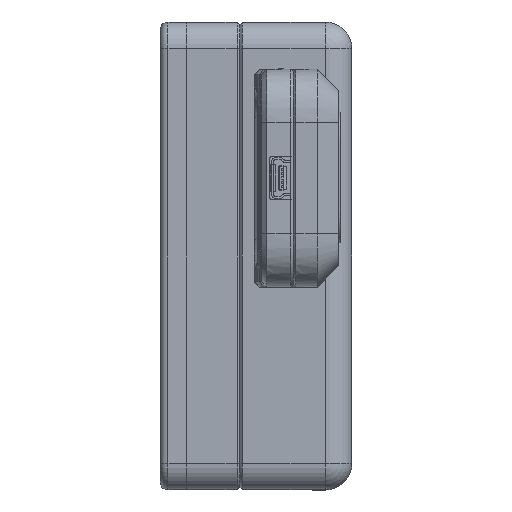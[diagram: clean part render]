
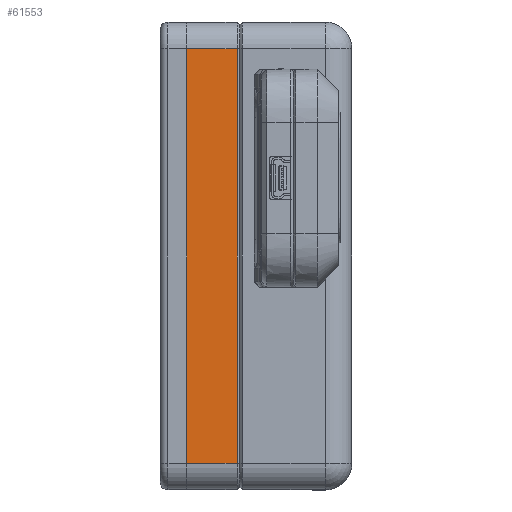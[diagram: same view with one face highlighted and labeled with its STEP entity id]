
A CAD part, left-side view. The second image highlights one B-rep face of the part: STEP entity #61553.
In plain terms, the highlighted planar face has unit normal (-1, 0, 0).
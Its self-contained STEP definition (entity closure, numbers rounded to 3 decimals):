
#7755 = ORIENTED_EDGE ( 'NONE', *, *, #54219, .T. ) ;
#15389 = ORIENTED_EDGE ( 'NONE', *, *, #79841, .F. ) ;
#18778 = VERTEX_POINT ( 'NONE', #163209 ) ;
#24717 = DIRECTION ( 'NONE',  ( 0., 0., 1. ) ) ;
#26077 = DIRECTION ( 'NONE',  ( 0., 0., 1. ) ) ;
#26797 = EDGE_CURVE ( 'NONE', #32025, #97344, #136423, .T. ) ;
#26860 = CARTESIAN_POINT ( 'NONE',  ( -49.168, -11.2, -98.5 ) ) ;
#32025 = VERTEX_POINT ( 'NONE', #26860 ) ;
#40777 = EDGE_LOOP ( 'NONE', ( #15389, #7755, #65056, #122129 ) ) ;
#42034 = VERTEX_POINT ( 'NONE', #70423 ) ;
#52418 = LINE ( 'NONE', #175650, #76095 ) ;
#52716 = FACE_OUTER_BOUND ( 'NONE', #40777, .T. ) ;
#54219 = EDGE_CURVE ( 'NONE', #18778, #32025, #149220, .T. ) ;
#54362 = DIRECTION ( 'NONE',  ( 0., 1., 0. ) ) ;
#58288 = CARTESIAN_POINT ( 'NONE',  ( -49.168, -1.7, -98.5 ) ) ;
#58458 = DIRECTION ( 'NONE',  ( -1., 0., 0. ) ) ;
#61553 = ADVANCED_FACE ( 'NONE', ( #52716 ), #154319, .T. ) ;
#65056 = ORIENTED_EDGE ( 'NONE', *, *, #26797, .T. ) ;
#70423 = CARTESIAN_POINT ( 'NONE',  ( -49.168, -1.7, -176.5 ) ) ;
#73334 = VECTOR ( 'NONE', #54362, 1000. ) ;
#76095 = VECTOR ( 'NONE', #24717, 1000. ) ;
#79102 = EDGE_CURVE ( 'NONE', #42034, #97344, #52418, .T. ) ;
#79841 = EDGE_CURVE ( 'NONE', #18778, #42034, #129042, .T. ) ;
#84924 = VECTOR ( 'NONE', #26077, 1000. ) ;
#94567 = AXIS2_PLACEMENT_3D ( 'NONE', #140559, #58458, #167457 ) ;
#97344 = VERTEX_POINT ( 'NONE', #58288 ) ;
#99954 = VECTOR ( 'NONE', #153495, 1000. ) ;
#105792 = CARTESIAN_POINT ( 'NONE',  ( -49.168, -11.2, -98.5 ) ) ;
#122129 = ORIENTED_EDGE ( 'NONE', *, *, #79102, .F. ) ;
#129042 = LINE ( 'NONE', #161677, #73334 ) ;
#136423 = LINE ( 'NONE', #152321, #99954 ) ;
#140559 = CARTESIAN_POINT ( 'NONE',  ( -49.168, -11.7, -176.5 ) ) ;
#149220 = LINE ( 'NONE', #105792, #84924 ) ;
#152321 = CARTESIAN_POINT ( 'NONE',  ( -49.168, -11.7, -98.5 ) ) ;
#153495 = DIRECTION ( 'NONE',  ( 0., 1., 0. ) ) ;
#154319 = PLANE ( 'NONE',  #94567 ) ;
#161677 = CARTESIAN_POINT ( 'NONE',  ( -49.168, -11.7, -176.5 ) ) ;
#163209 = CARTESIAN_POINT ( 'NONE',  ( -49.168, -11.2, -176.5 ) ) ;
#167457 = DIRECTION ( 'NONE',  ( 0., -1., 0. ) ) ;
#175650 = CARTESIAN_POINT ( 'NONE',  ( -49.168, -1.7, -176.5 ) ) ;
